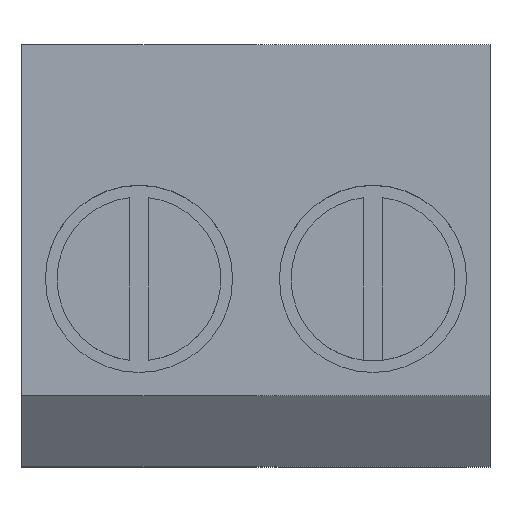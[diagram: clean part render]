
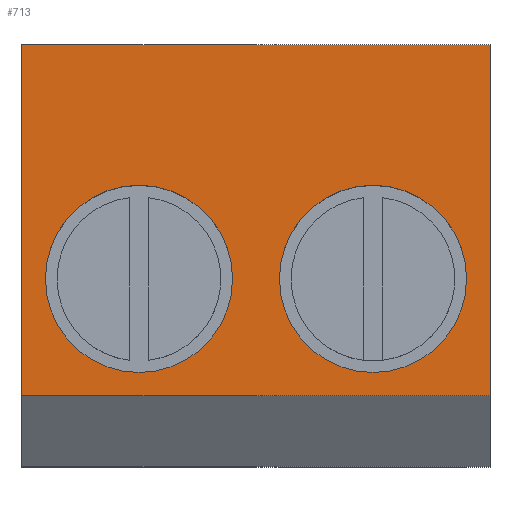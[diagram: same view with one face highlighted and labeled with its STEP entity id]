
A CAD part, top view. The second image highlights one B-rep face of the part: STEP entity #713.
In plain terms, the highlighted planar face has unit normal (0, 0, 1).
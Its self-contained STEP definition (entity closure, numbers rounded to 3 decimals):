
#2 = AXIS2_PLACEMENT_3D ( 'NONE', #1138, #117, #1305 ) ;
#43 = CARTESIAN_POINT ( 'NONE',  ( 5., 5., 12.6 ) ) ;
#58 = CARTESIAN_POINT ( 'NONE',  ( 5., -2.5, 12.6 ) ) ;
#117 = DIRECTION ( 'NONE',  ( 0., 0., -1. ) ) ;
#124 = AXIS2_PLACEMENT_3D ( 'NONE', #1978, #977, #2155 ) ;
#154 = CARTESIAN_POINT ( 'NONE',  ( -5., -2.5, 12.6 ) ) ;
#161 = ORIENTED_EDGE ( 'NONE', *, *, #1055, .T. ) ;
#174 = CIRCLE ( 'NONE', #1095, 2. ) ;
#190 = CIRCLE ( 'NONE', #124, 2. ) ;
#260 = EDGE_CURVE ( 'NONE', #1725, #1110, #1554, .T. ) ;
#272 = EDGE_CURVE ( 'NONE', #1650, #1123, #190, .T. ) ;
#277 = FACE_BOUND ( 'NONE', #408, .T. ) ;
#385 = DIRECTION ( 'NONE',  ( 0., 0., 1. ) ) ;
#394 = CARTESIAN_POINT ( 'NONE',  ( 5., -2.5, 12.6 ) ) ;
#408 = EDGE_LOOP ( 'NONE', ( #645, #1875 ) ) ;
#413 = DIRECTION ( 'NONE',  ( 0., 0., -1. ) ) ;
#415 = CIRCLE ( 'NONE', #1164, 2. ) ;
#429 = ORIENTED_EDGE ( 'NONE', *, *, #1528, .T. ) ;
#481 = CARTESIAN_POINT ( 'NONE',  ( -5., 5., 12.6 ) ) ;
#548 = PLANE ( 'NONE',  #1842 ) ;
#584 = LINE ( 'NONE', #43, #982 ) ;
#598 = EDGE_LOOP ( 'NONE', ( #2047, #161 ) ) ;
#645 = ORIENTED_EDGE ( 'NONE', *, *, #260, .T. ) ;
#698 = CARTESIAN_POINT ( 'NONE',  ( -4.5, 0., 12.6 ) ) ;
#713 = ADVANCED_FACE ( 'NONE', ( #277, #1631, #1182 ), #548, .T. ) ;
#812 = VECTOR ( 'NONE', #2049, 1000. ) ;
#846 = EDGE_CURVE ( 'NONE', #1223, #1330, #584, .T. ) ;
#950 = DIRECTION ( 'NONE',  ( 0., 0., -1. ) ) ;
#960 = ORIENTED_EDGE ( 'NONE', *, *, #2198, .T. ) ;
#977 = DIRECTION ( 'NONE',  ( 0., 0., -1. ) ) ;
#982 = VECTOR ( 'NONE', #1587, 1000. ) ;
#1043 = VERTEX_POINT ( 'NONE', #1451 ) ;
#1052 = EDGE_LOOP ( 'NONE', ( #2167, #1676, #429, #960 ) ) ;
#1055 = EDGE_CURVE ( 'NONE', #1123, #1650, #174, .T. ) ;
#1095 = AXIS2_PLACEMENT_3D ( 'NONE', #1949, #950, #2134 ) ;
#1110 = VERTEX_POINT ( 'NONE', #1583 ) ;
#1123 = VERTEX_POINT ( 'NONE', #1406 ) ;
#1138 = CARTESIAN_POINT ( 'NONE',  ( -2.5, 0., 12.6 ) ) ;
#1164 = AXIS2_PLACEMENT_3D ( 'NONE', #1423, #413, #1598 ) ;
#1182 = FACE_OUTER_BOUND ( 'NONE', #1052, .T. ) ;
#1195 = CARTESIAN_POINT ( 'NONE',  ( 0.5, 0., 12.6 ) ) ;
#1200 = EDGE_CURVE ( 'NONE', #1110, #1725, #415, .T. ) ;
#1223 = VERTEX_POINT ( 'NONE', #58 ) ;
#1261 = LINE ( 'NONE', #394, #812 ) ;
#1305 = DIRECTION ( 'NONE',  ( -1., 0., 0. ) ) ;
#1330 = VERTEX_POINT ( 'NONE', #2072 ) ;
#1333 = VECTOR ( 'NONE', #1519, 1000. ) ;
#1373 = VECTOR ( 'NONE', #2169, 1000. ) ;
#1391 = CARTESIAN_POINT ( 'NONE',  ( 5., 5., 12.6 ) ) ;
#1406 = CARTESIAN_POINT ( 'NONE',  ( 4.5, 0., 12.6 ) ) ;
#1423 = CARTESIAN_POINT ( 'NONE',  ( -2.5, 0., 12.6 ) ) ;
#1451 = CARTESIAN_POINT ( 'NONE',  ( -5., 5., 12.6 ) ) ;
#1519 = DIRECTION ( 'NONE',  ( 1., 0., 0. ) ) ;
#1528 = EDGE_CURVE ( 'NONE', #1043, #1603, #1820, .T. ) ;
#1554 = CIRCLE ( 'NONE', #2, 2. ) ;
#1571 = DIRECTION ( 'NONE',  ( 1., 0., 0. ) ) ;
#1583 = CARTESIAN_POINT ( 'NONE',  ( -0.5, 0., 12.6 ) ) ;
#1587 = DIRECTION ( 'NONE',  ( 0., 1., 0. ) ) ;
#1598 = DIRECTION ( 'NONE',  ( -1., 0., 0. ) ) ;
#1603 = VERTEX_POINT ( 'NONE', #154 ) ;
#1631 = FACE_BOUND ( 'NONE', #598, .T. ) ;
#1650 = VERTEX_POINT ( 'NONE', #1195 ) ;
#1676 = ORIENTED_EDGE ( 'NONE', *, *, #1998, .F. ) ;
#1725 = VERTEX_POINT ( 'NONE', #698 ) ;
#1774 = LINE ( 'NONE', #2015, #1333 ) ;
#1820 = LINE ( 'NONE', #481, #1373 ) ;
#1842 = AXIS2_PLACEMENT_3D ( 'NONE', #1391, #385, #1571 ) ;
#1875 = ORIENTED_EDGE ( 'NONE', *, *, #1200, .T. ) ;
#1949 = CARTESIAN_POINT ( 'NONE',  ( 2.5, 0., 12.6 ) ) ;
#1978 = CARTESIAN_POINT ( 'NONE',  ( 2.5, 0., 12.6 ) ) ;
#1998 = EDGE_CURVE ( 'NONE', #1043, #1330, #1774, .T. ) ;
#2015 = CARTESIAN_POINT ( 'NONE',  ( -5., 5., 12.6 ) ) ;
#2047 = ORIENTED_EDGE ( 'NONE', *, *, #272, .T. ) ;
#2049 = DIRECTION ( 'NONE',  ( 1., 0., 0. ) ) ;
#2072 = CARTESIAN_POINT ( 'NONE',  ( 5., 5., 12.6 ) ) ;
#2134 = DIRECTION ( 'NONE',  ( -1., 0., 0. ) ) ;
#2155 = DIRECTION ( 'NONE',  ( -1., 0., 0. ) ) ;
#2167 = ORIENTED_EDGE ( 'NONE', *, *, #846, .T. ) ;
#2169 = DIRECTION ( 'NONE',  ( 0., -1., 0. ) ) ;
#2198 = EDGE_CURVE ( 'NONE', #1603, #1223, #1261, .T. ) ;
